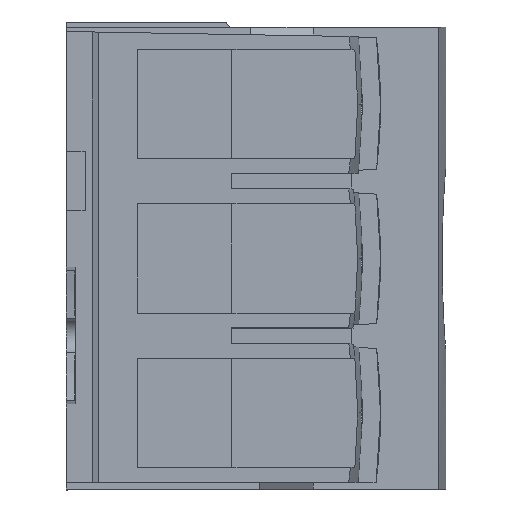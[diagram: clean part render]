
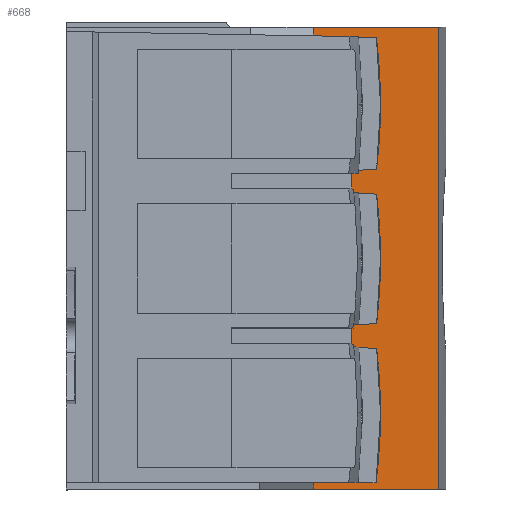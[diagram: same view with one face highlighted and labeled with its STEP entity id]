
A CAD part, top view. The second image highlights one B-rep face of the part: STEP entity #668.
In plain terms, the highlighted planar face has unit normal (0.009, 0, 1).
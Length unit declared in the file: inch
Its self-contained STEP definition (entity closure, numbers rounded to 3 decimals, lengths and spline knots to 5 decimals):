
#3 = CARTESIAN_POINT ( 'NONE',  ( -18.28991, 36.65467, -41.69851 ) ) ;
#22 = ORIENTED_EDGE ( 'NONE', *, *, #7561, .F. ) ;
#33 = DIRECTION ( 'NONE',  ( 1., 0., -0.009 ) ) ;
#224 = DIRECTION ( 'NONE',  ( 0., -1., 0. ) ) ;
#668 = ADVANCED_FACE ( 'NONE', ( #2148 ), #7168, .T. ) ;
#719 = CARTESIAN_POINT ( 'NONE',  ( -18.54344, 33.65528, -41.6963 ) ) ;
#1021 = VERTEX_POINT ( 'NONE', #9063 ) ;
#1166 = VERTEX_POINT ( 'NONE', #8003 ) ;
#1324 = CARTESIAN_POINT ( 'NONE',  ( -17.71313, 34.4489, -41.70355 ) ) ;
#1346 = ORIENTED_EDGE ( 'NONE', *, *, #7051, .T. ) ;
#1674 = VECTOR ( 'NONE', #6457, 39.37008 ) ;
#1704 = VECTOR ( 'NONE', #33, 39.37008 ) ;
#1710 = LINE ( 'NONE', #6422, #1674 ) ;
#1733 = VECTOR ( 'NONE', #5686, 39.37008 ) ;
#1743 = LINE ( 'NONE', #719, #1704 ) ;
#1749 = LINE ( 'NONE', #8010, #1733 ) ;
#1767 = LINE ( 'NONE', #3, #1802 ) ;
#1793 = VECTOR ( 'NONE', #3488, 39.37008 ) ;
#1802 = VECTOR ( 'NONE', #4253, 39.37008 ) ;
#1839 = LINE ( 'NONE', #7042, #1793 ) ;
#2012 = CARTESIAN_POINT ( 'NONE',  ( -18.54344, 36.71859, -41.6963 ) ) ;
#2148 = FACE_OUTER_BOUND ( 'NONE', #3753, .T. ) ;
#2151 = VERTEX_POINT ( 'NONE', #3936 ) ;
#2662 = ORIENTED_EDGE ( 'NONE', *, *, #7580, .T. ) ;
#2872 = VECTOR ( 'NONE', #4173, 39.37008 ) ;
#2899 = LINE ( 'NONE', #1324, #2872 ) ;
#3399 = ORIENTED_EDGE ( 'NONE', *, *, #6089, .T. ) ;
#3488 = DIRECTION ( 'NONE',  ( 0., -1., 0. ) ) ;
#3510 = AXIS2_PLACEMENT_3D ( 'NONE', #8640, #6967, #6045 ) ;
#3753 = EDGE_LOOP ( 'NONE', ( #3799, #7406, #22, #4720, #2662, #1346, #5546, #3399 ) ) ;
#3799 = ORIENTED_EDGE ( 'NONE', *, *, #7556, .F. ) ;
#3936 = CARTESIAN_POINT ( 'NONE',  ( -17.71313, 36.71859, -41.70355 ) ) ;
#4173 = DIRECTION ( 'NONE',  ( 0., 1., 0. ) ) ;
#4253 = DIRECTION ( 'NONE',  ( -1., 0.017, 0.009 ) ) ;
#4720 = ORIENTED_EDGE ( 'NONE', *, *, #7520, .T. ) ;
#5063 = LINE ( 'NONE', #8230, #5077 ) ;
#5077 = VECTOR ( 'NONE', #224, 39.37008 ) ;
#5443 = EDGE_CURVE ( 'NONE', #8229, #8328, #6631, .T. ) ;
#5546 = ORIENTED_EDGE ( 'NONE', *, *, #7585, .F. ) ;
#5686 = DIRECTION ( 'NONE',  ( 1., 0., -0.009 ) ) ;
#6045 = DIRECTION ( 'NONE',  ( 1., 0., -0.009 ) ) ;
#6089 = EDGE_CURVE ( 'NONE', #9122, #9104, #5063, .T. ) ;
#6174 = DIRECTION ( 'NONE',  ( 0., -1., 0. ) ) ;
#6204 = CARTESIAN_POINT ( 'NONE',  ( -18.28991, 34.4489, -41.69851 ) ) ;
#6422 = CARTESIAN_POINT ( 'NONE',  ( -18.54344, 36.71859, -41.6963 ) ) ;
#6457 = DIRECTION ( 'NONE',  ( 1., 0., -0.009 ) ) ;
#6631 = LINE ( 'NONE', #6204, #6680 ) ;
#6680 = VECTOR ( 'NONE', #6174, 39.37008 ) ;
#6967 = DIRECTION ( 'NONE',  ( 0.009, 0., 1. ) ) ;
#7042 = CARTESIAN_POINT ( 'NONE',  ( -18.54344, 34.4489, -41.6963 ) ) ;
#7046 = CARTESIAN_POINT ( 'NONE',  ( -18.54344, 36.65909, -41.6963 ) ) ;
#7051 = EDGE_CURVE ( 'NONE', #9473, #2151, #2899, .T. ) ;
#7168 = PLANE ( 'NONE',  #3510 ) ;
#7406 = ORIENTED_EDGE ( 'NONE', *, *, #5443, .T. ) ;
#7520 = EDGE_CURVE ( 'NONE', #1166, #1021, #1839, .T. ) ;
#7556 = EDGE_CURVE ( 'NONE', #8229, #9104, #1767, .T. ) ;
#7561 = EDGE_CURVE ( 'NONE', #1166, #8328, #1749, .T. ) ;
#7580 = EDGE_CURVE ( 'NONE', #1021, #9473, #1743, .T. ) ;
#7585 = EDGE_CURVE ( 'NONE', #9122, #2151, #1710, .T. ) ;
#8003 = CARTESIAN_POINT ( 'NONE',  ( -18.54344, 33.6989, -41.6963 ) ) ;
#8010 = CARTESIAN_POINT ( 'NONE',  ( -18.54344, 33.6989, -41.6963 ) ) ;
#8229 = VERTEX_POINT ( 'NONE', #9499 ) ;
#8230 = CARTESIAN_POINT ( 'NONE',  ( -18.54344, 34.4489, -41.6963 ) ) ;
#8328 = VERTEX_POINT ( 'NONE', #9004 ) ;
#8640 = CARTESIAN_POINT ( 'NONE',  ( -18.50801, 34.4489, -41.69661 ) ) ;
#9004 = CARTESIAN_POINT ( 'NONE',  ( -18.28991, 33.6989, -41.69851 ) ) ;
#9063 = CARTESIAN_POINT ( 'NONE',  ( -18.54344, 33.65528, -41.6963 ) ) ;
#9078 = CARTESIAN_POINT ( 'NONE',  ( -17.71313, 33.65528, -41.70355 ) ) ;
#9104 = VERTEX_POINT ( 'NONE', #7046 ) ;
#9122 = VERTEX_POINT ( 'NONE', #2012 ) ;
#9473 = VERTEX_POINT ( 'NONE', #9078 ) ;
#9499 = CARTESIAN_POINT ( 'NONE',  ( -18.28991, 36.65467, -41.69851 ) ) ;
